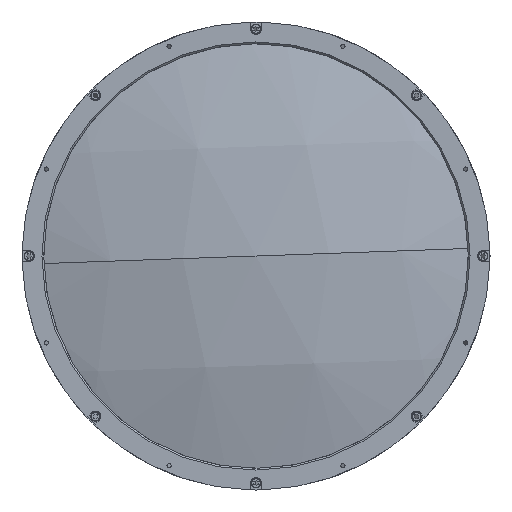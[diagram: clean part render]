
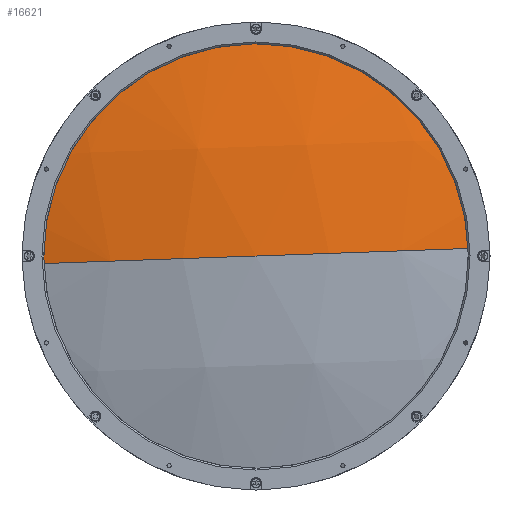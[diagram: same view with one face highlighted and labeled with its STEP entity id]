
A CAD part, left-side view. The second image highlights one B-rep face of the part: STEP entity #16621.
In plain terms, the highlighted spherical face has radius 448.8 mm.
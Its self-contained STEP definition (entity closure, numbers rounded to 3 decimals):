
#40 = CIRCLE ( 'NONE', #1120, 448.8 ) ;
#321 = DIRECTION ( 'NONE',  ( 0., -0.999, 0.035 ) ) ;
#385 = ORIENTED_EDGE ( 'NONE', *, *, #14845, .T. ) ;
#654 = DIRECTION ( 'NONE',  ( 0., 0.035, 0.999 ) ) ;
#1094 = CIRCLE ( 'NONE', #12858, 448.8 ) ;
#1120 = AXIS2_PLACEMENT_3D ( 'NONE', #3979, #15430, #5623 ) ;
#3424 = AXIS2_PLACEMENT_3D ( 'NONE', #20308, #10525, #654 ) ;
#3979 = CARTESIAN_POINT ( 'NONE',  ( 445.761, 0., 0. ) ) ;
#4042 = DIRECTION ( 'NONE',  ( 0., 0.035, 0.999 ) ) ;
#4109 = DIRECTION ( 'NONE',  ( 0., -0.999, 0.035 ) ) ;
#5301 = EDGE_CURVE ( 'NONE', #19156, #16533, #40, .T. ) ;
#5623 = DIRECTION ( 'NONE',  ( 0., 0.999, -0.035 ) ) ;
#5802 = AXIS2_PLACEMENT_3D ( 'NONE', #20424, #4042, #4109 ) ;
#9070 = EDGE_CURVE ( 'NONE', #18922, #16533, #1094, .T. ) ;
#10182 = DIRECTION ( 'NONE',  ( 0., 0.035, 0.999 ) ) ;
#10525 = DIRECTION ( 'NONE',  ( -1., 0., 0. ) ) ;
#10733 = SPHERICAL_SURFACE ( 'NONE', #5802, 448.8 ) ;
#12858 = AXIS2_PLACEMENT_3D ( 'NONE', #19971, #10182, #321 ) ;
#13958 = CARTESIAN_POINT ( 'NONE',  ( 14.72, 124.922, -4.429 ) ) ;
#14845 = EDGE_CURVE ( 'NONE', #19156, #18922, #15405, .T. ) ;
#15405 = CIRCLE ( 'NONE', #3424, 125. ) ;
#15430 = DIRECTION ( 'NONE',  ( 0., -0.035, -0.999 ) ) ;
#16533 = VERTEX_POINT ( 'NONE', #20204 ) ;
#16621 = ADVANCED_FACE ( 'NONE', ( #18415 ), #10733, .T. ) ;
#18405 = EDGE_LOOP ( 'NONE', ( #385, #19715, #19048 ) ) ;
#18415 = FACE_OUTER_BOUND ( 'NONE', #18405, .T. ) ;
#18922 = VERTEX_POINT ( 'NONE', #13958 ) ;
#19048 = ORIENTED_EDGE ( 'NONE', *, *, #5301, .F. ) ;
#19156 = VERTEX_POINT ( 'NONE', #21153 ) ;
#19715 = ORIENTED_EDGE ( 'NONE', *, *, #9070, .T. ) ;
#19971 = CARTESIAN_POINT ( 'NONE',  ( 445.761, 0., 0. ) ) ;
#20204 = CARTESIAN_POINT ( 'NONE',  ( -3.039, 0., 0. ) ) ;
#20308 = CARTESIAN_POINT ( 'NONE',  ( 14.72, 0., 0. ) ) ;
#20424 = CARTESIAN_POINT ( 'NONE',  ( 445.761, 0., 0. ) ) ;
#21153 = CARTESIAN_POINT ( 'NONE',  ( 14.72, -124.922, 4.429 ) ) ;
